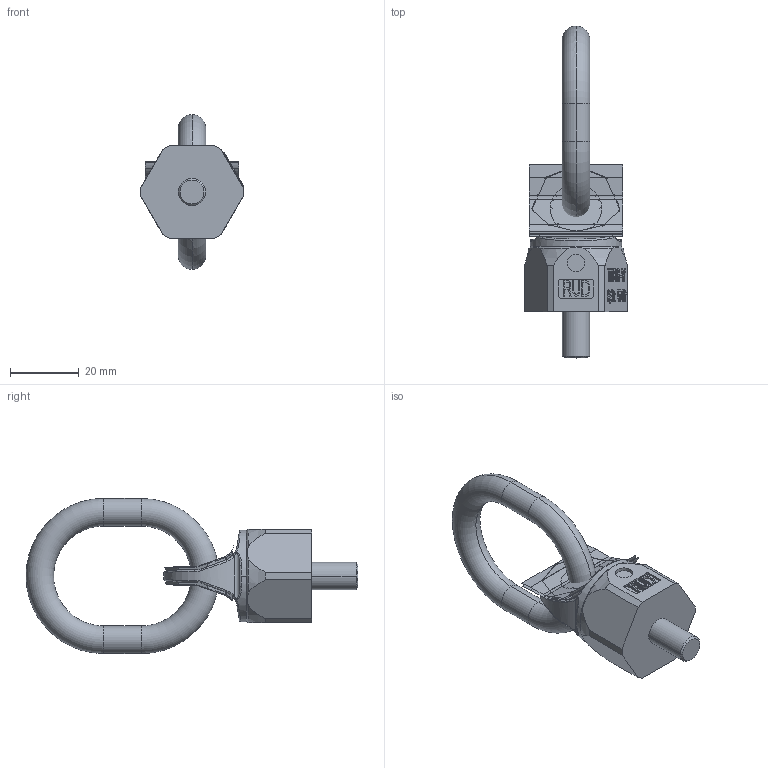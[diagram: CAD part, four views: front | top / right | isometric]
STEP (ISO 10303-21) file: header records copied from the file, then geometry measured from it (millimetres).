
FILE_DESCRIPTION((''),'2;1');
FILE_NAME('001-M31709-P-7_ASM','2005-01-11T',('jakubetz'),(''),'PRO/ENGINEER BY PARAMETRIC TECHNOLOGY CORPORATION, 2001400','PRO/ENGINEER BY PARAMETRIC TECHNOLOGY CORPORATION, 2001400','');
FILE_SCHEMA(('CONFIG_CONTROL_DESIGN'));
Length unit declared in the file: millimetre
Products named in the file (5): 001-M31709-P-7; 001-M31709-P-8; 001-M31709-P-2; 001-M31708-P-3; 001-M31709-P-7_ASM
Assembly tree (4 placements, depth 2):
  001-M31709-P-7_ASM
    001-M31709-P-7
    001-M31709-P-8
    001-M31709-P-2
    001-M31708-P-3
Bounding box: 30 x 96.37 x 45 mm (x, y, z)
Volume: 22662 mm3; surface area: 12473.4 mm2
Topology: 4 solids, 6 shells, 754 faces, 2022 edges, 1304 vertices
Faces by surface type: plane 547, cylinder 87, bspline 74, cone 22, torus 20, sphere 4
Entity records: 25987 total; most frequent: CARTESIAN_POINT 7607, ORIENTED_EDGE 4016, DIRECTION 3398, EDGE_CURVE 2022, VECTOR 1566, LINE 1566, VERTEX_POINT 1304, AXIS2_PLACEMENT_3D 916
